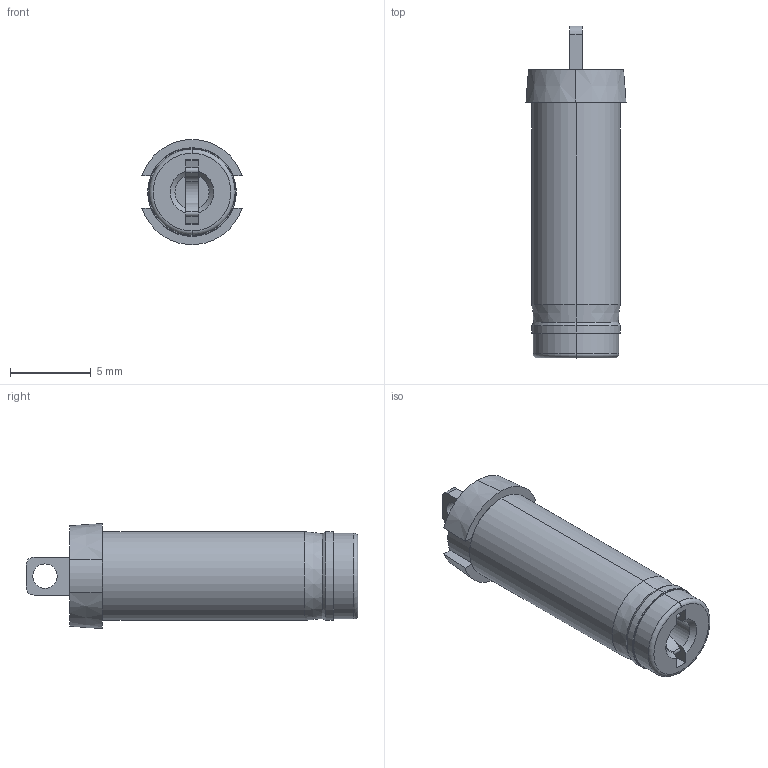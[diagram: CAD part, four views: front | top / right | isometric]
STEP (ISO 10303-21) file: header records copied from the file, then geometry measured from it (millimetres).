
FILE_DESCRIPTION (( 'STEP AP203' ), '1' );
FILE_NAME ('50-00186.step', '2016-09-15T21:34:34', ( '' ), ( '' ), 'SwSTEP 2.0', 'SolidWorks 2015', '' );
FILE_SCHEMA (( 'CONFIG_CONTROL_DESIGN' ));
Length unit declared in the file: millimetre
Products named in the file (4): 50-00186 insulator; 50-00186 shell; 50-00186 spring contact; 50-00186
Assembly tree (3 placements, depth 2):
  50-00186
    50-00186 insulator
    50-00186 shell
    50-00186 spring contact
Bounding box: 6.18 x 20.5 x 6.49 mm (x, y, z)
Volume: 383.2 mm3; surface area: 1141.5 mm2
Topology: 3 solids, 3 shells, 106 faces, 278 edges, 180 vertices
Faces by surface type: cylinder 46, plane 41, cone 17, torus 2
Entity records: 3722 total; most frequent: DIRECTION 608, CARTESIAN_POINT 594, ORIENTED_EDGE 556, EDGE_CURVE 278, AXIS2_PLACEMENT_3D 226, VERTEX_POINT 180, VECTOR 156, LINE 156
